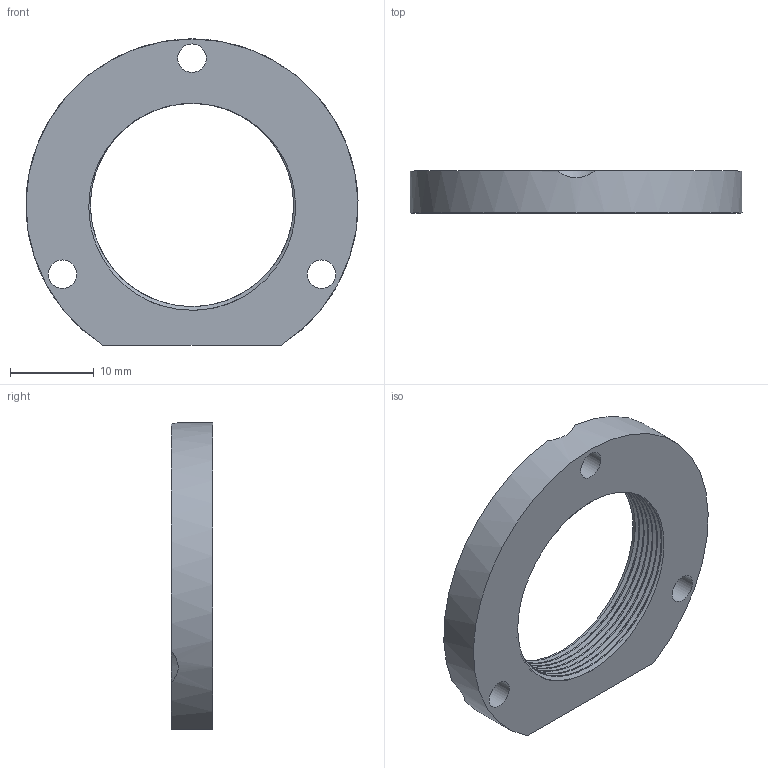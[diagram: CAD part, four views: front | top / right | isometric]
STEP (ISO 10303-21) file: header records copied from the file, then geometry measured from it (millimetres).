
FILE_DESCRIPTION(/* description */ ('STEP AP214'),/* implementation_level */ '2;1');
FILE_NAME(/* name */ 'ObjectiveHolder_Ring.stp',/* time_stamp */ '2021-07-05T12:18:58+02:00',/* author */ ('Charlene Brillard'),/* organization */ (''),/* preprocessor_version */ 'ST-DEVELOPER v16.5',/* originating_system */ 'Autodesk Inventor 2017',/* authorisation */ '');
FILE_SCHEMA (('AUTOMOTIVE_DESIGN { 1 0 10303 214 3 1 1 }'));
Length unit declared in the file: millimetre
Products named in the file (1): SampleChamber_4Objective_Nikon40x_Holder_ring-TailModif
Bounding box: 39.59 x 5 x 36.5 mm (x, y, z)
Volume: 3322.8 mm3; surface area: 2805 mm2
Topology: 1 solids, 1 shells, 19 faces, 56 edges, 36 vertices
Faces by surface type: cylinder 8, cone 5, plane 4, bspline 2
Full cylindrical faces by diameter (mm): 1.567 x2, 3.4 x3
Entity records: 2484 total; most frequent: CARTESIAN_POINT 2035, DIRECTION 86, ORIENTED_EDGE 76, AXIS2_PLACEMENT_3D 39, EDGE_CURVE 38, EDGE_LOOP 34, VERTEX_POINT 28, CIRCLE 21
